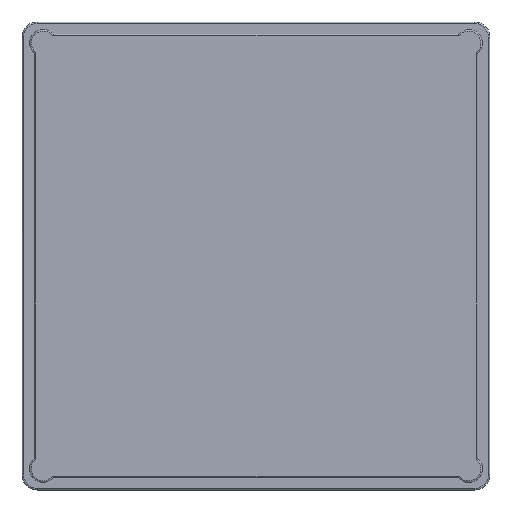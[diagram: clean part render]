
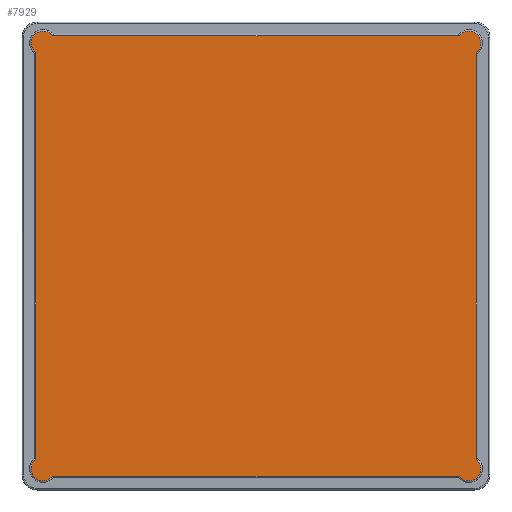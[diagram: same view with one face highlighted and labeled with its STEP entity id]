
A CAD part, top view. The second image highlights one B-rep face of the part: STEP entity #7929.
In plain terms, the highlighted free-form (B-spline) face has degree [1, 1] with [2, 2] control points.
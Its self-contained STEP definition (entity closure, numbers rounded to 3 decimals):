
#6278 = VERTEX_POINT('',#6279);
#6279 = CARTESIAN_POINT('',(-90.442,98.046,
    98.722));
#6307 = VERTEX_POINT('',#6308);
#6308 = CARTESIAN_POINT('',(-98.046,90.442,
    98.722));
#6325 = EDGE_CURVE('',#6307,#6278,#6326,.T.);
#6326 = ( BOUNDED_CURVE() B_SPLINE_CURVE(2,(#6327,#6328,#6329,#6330,
#6331),.UNSPECIFIED.,.F.,.F.) B_SPLINE_CURVE_WITH_KNOTS((3,2,3),(
    4.602,6.283,7.964),
.PIECEWISE_BEZIER_KNOTS.) CURVE() GEOMETRIC_REPRESENTATION_ITEM() 
RATIONAL_B_SPLINE_CURVE((1.,0.667,1.,0.667,1.)) 
REPRESENTATION_ITEM('') );
#6327 = CARTESIAN_POINT('',(-98.046,90.442,
    98.722));
#6328 = CARTESIAN_POINT('',(-102.762,94.218,
    98.722));
#6329 = CARTESIAN_POINT('',(-98.49,98.49,
    98.722));
#6330 = CARTESIAN_POINT('',(-94.218,102.762,
    98.722));
#6331 = CARTESIAN_POINT('',(-90.442,98.046,
    98.722));
#6397 = EDGE_CURVE('',#6278,#6398,#6400,.T.);
#6398 = VERTEX_POINT('',#6399);
#6399 = CARTESIAN_POINT('',(90.442,98.046,
    98.722));
#6400 = B_SPLINE_CURVE_WITH_KNOTS('',1,(#6401,#6402),.UNSPECIFIED.,.F.,
  .F.,(2,2),(-101.903,31.852),.PIECEWISE_BEZIER_KNOTS.);
#6401 = CARTESIAN_POINT('',(-90.442,98.046,
    98.722));
#6402 = CARTESIAN_POINT('',(90.442,98.046,
    98.722));
#6442 = EDGE_CURVE('',#6398,#6443,#6445,.T.);
#6443 = VERTEX_POINT('',#6444);
#6444 = CARTESIAN_POINT('',(98.046,90.442,
    98.722));
#6445 = ( BOUNDED_CURVE() B_SPLINE_CURVE(2,(#6446,#6447,#6448,#6449,
#6450),.UNSPECIFIED.,.F.,.F.) B_SPLINE_CURVE_WITH_KNOTS((3,2,3),(
    4.602,6.283,7.964),
.PIECEWISE_BEZIER_KNOTS.) CURVE() GEOMETRIC_REPRESENTATION_ITEM() 
RATIONAL_B_SPLINE_CURVE((1.,0.667,1.,0.667,1.)) 
REPRESENTATION_ITEM('') );
#6446 = CARTESIAN_POINT('',(90.442,98.046,
    98.722));
#6447 = CARTESIAN_POINT('',(94.218,102.762,
    98.722));
#6448 = CARTESIAN_POINT('',(98.49,98.49,
    98.722));
#6449 = CARTESIAN_POINT('',(102.762,94.218,
    98.722));
#6450 = CARTESIAN_POINT('',(98.046,90.442,
    98.722));
#6496 = EDGE_CURVE('',#6443,#6497,#6499,.T.);
#6497 = VERTEX_POINT('',#6498);
#6498 = CARTESIAN_POINT('',(98.046,-90.442,
    98.722));
#6499 = B_SPLINE_CURVE_WITH_KNOTS('',1,(#6500,#6501),.UNSPECIFIED.,.F.,
  .F.,(2,2),(-101.903,31.852),.PIECEWISE_BEZIER_KNOTS.);
#6500 = CARTESIAN_POINT('',(98.046,90.442,
    98.722));
#6501 = CARTESIAN_POINT('',(98.046,-90.442,
    98.722));
#6541 = EDGE_CURVE('',#6497,#6542,#6544,.T.);
#6542 = VERTEX_POINT('',#6543);
#6543 = CARTESIAN_POINT('',(90.442,-98.046,
    98.722));
#6544 = ( BOUNDED_CURVE() B_SPLINE_CURVE(2,(#6545,#6546,#6547,#6548,
#6549),.UNSPECIFIED.,.F.,.F.) B_SPLINE_CURVE_WITH_KNOTS((3,2,3),(
    4.602,6.283,7.964),
.PIECEWISE_BEZIER_KNOTS.) CURVE() GEOMETRIC_REPRESENTATION_ITEM() 
RATIONAL_B_SPLINE_CURVE((1.,0.667,1.,0.667,1.)) 
REPRESENTATION_ITEM('') );
#6545 = CARTESIAN_POINT('',(98.046,-90.442,
    98.722));
#6546 = CARTESIAN_POINT('',(102.762,-94.218,
    98.722));
#6547 = CARTESIAN_POINT('',(98.49,-98.49,
    98.722));
#6548 = CARTESIAN_POINT('',(94.218,-102.762,
    98.722));
#6549 = CARTESIAN_POINT('',(90.442,-98.046,
    98.722));
#6595 = EDGE_CURVE('',#6542,#6596,#6598,.T.);
#6596 = VERTEX_POINT('',#6597);
#6597 = CARTESIAN_POINT('',(-90.442,-98.046,
    98.722));
#6598 = B_SPLINE_CURVE_WITH_KNOTS('',1,(#6599,#6600),.UNSPECIFIED.,.F.,
  .F.,(2,2),(-101.903,31.852),.PIECEWISE_BEZIER_KNOTS.);
#6599 = CARTESIAN_POINT('',(90.442,-98.046,
    98.722));
#6600 = CARTESIAN_POINT('',(-90.442,-98.046,
    98.722));
#6640 = EDGE_CURVE('',#6596,#6641,#6643,.T.);
#6641 = VERTEX_POINT('',#6642);
#6642 = CARTESIAN_POINT('',(-98.046,-90.442,
    98.722));
#6643 = ( BOUNDED_CURVE() B_SPLINE_CURVE(2,(#6644,#6645,#6646,#6647,
#6648),.UNSPECIFIED.,.F.,.F.) B_SPLINE_CURVE_WITH_KNOTS((3,2,3),(
    4.602,6.283,7.964),
.PIECEWISE_BEZIER_KNOTS.) CURVE() GEOMETRIC_REPRESENTATION_ITEM() 
RATIONAL_B_SPLINE_CURVE((1.,0.667,1.,0.667,1.)) 
REPRESENTATION_ITEM('') );
#6644 = CARTESIAN_POINT('',(-90.442,-98.046,
    98.722));
#6645 = CARTESIAN_POINT('',(-94.218,-102.762,
    98.722));
#6646 = CARTESIAN_POINT('',(-98.49,-98.49,
    98.722));
#6647 = CARTESIAN_POINT('',(-102.762,-94.218,
    98.722));
#6648 = CARTESIAN_POINT('',(-98.046,-90.442,
    98.722));
#6686 = EDGE_CURVE('',#6641,#6307,#6687,.T.);
#6687 = B_SPLINE_CURVE_WITH_KNOTS('',1,(#6688,#6689),.UNSPECIFIED.,.F.,
  .F.,(2,2),(-101.903,31.852),.PIECEWISE_BEZIER_KNOTS.);
#6688 = CARTESIAN_POINT('',(-98.046,-90.442,
    98.722));
#6689 = CARTESIAN_POINT('',(-98.046,90.442,
    98.722));
#7929 = ADVANCED_FACE('',(#7930),#7940,.F.);
#7930 = FACE_BOUND('',#7931,.T.);
#7931 = EDGE_LOOP('',(#7932,#7933,#7934,#7935,#7936,#7937,#7938,#7939));
#7932 = ORIENTED_EDGE('',*,*,#6686,.F.);
#7933 = ORIENTED_EDGE('',*,*,#6640,.F.);
#7934 = ORIENTED_EDGE('',*,*,#6595,.F.);
#7935 = ORIENTED_EDGE('',*,*,#6541,.F.);
#7936 = ORIENTED_EDGE('',*,*,#6496,.F.);
#7937 = ORIENTED_EDGE('',*,*,#6442,.F.);
#7938 = ORIENTED_EDGE('',*,*,#6397,.F.);
#7939 = ORIENTED_EDGE('',*,*,#6325,.F.);
#7940 = B_SPLINE_SURFACE_WITH_KNOTS('',1,1,(
    (#7941,#7942)
    ,(#7943,#7944
    )),.UNSPECIFIED.,.F.,.F.,.F.,(2,2),(2,2),(-74.,
    74.),(-74.,74.),
  .PIECEWISE_BEZIER_KNOTS.);
#7941 = CARTESIAN_POINT('',(-100.074,100.074,
    98.722));
#7942 = CARTESIAN_POINT('',(-100.074,-100.074,
    98.722));
#7943 = CARTESIAN_POINT('',(100.074,100.074,
    98.722));
#7944 = CARTESIAN_POINT('',(100.074,-100.074,
    98.722));
